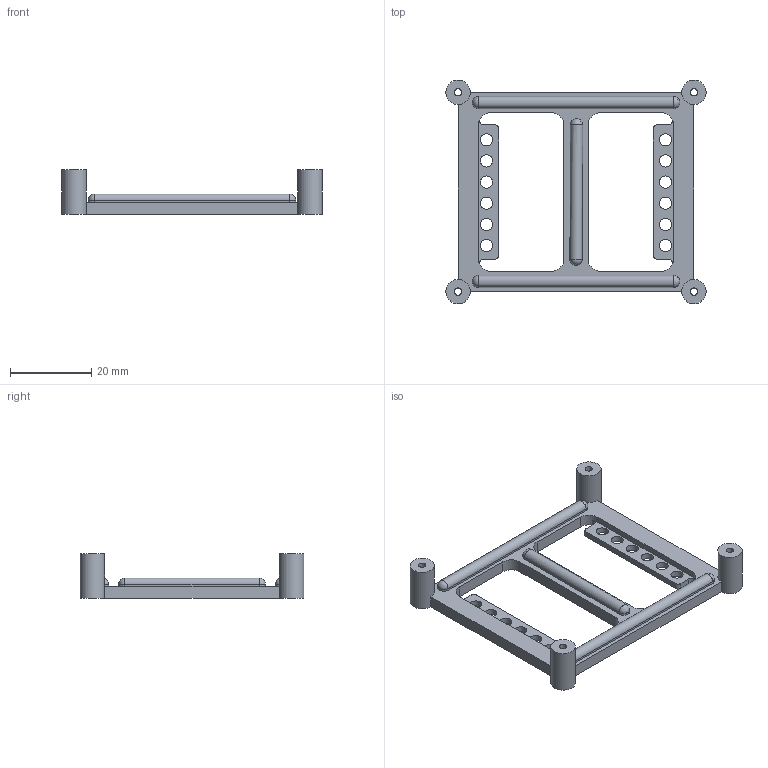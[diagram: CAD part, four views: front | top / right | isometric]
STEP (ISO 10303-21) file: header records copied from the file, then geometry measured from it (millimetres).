
FILE_DESCRIPTION(/* description */ (''),/* implementation_level */ '2;1');
FILE_NAME(/* name */ 'support_rpi v3.step',/* time_stamp */ '2025-06-30T09:16:21+02:00',/* author */ (''),/* organization */ (''),/* preprocessor_version */ 'ST-DEVELOPER v20.1',/* originating_system */ 'Autodesk Translation Framework v14.10.0.0',/* authorisation */ '');
FILE_SCHEMA (('AUTOMOTIVE_DESIGN { 1 0 10303 214 3 1 1 }'));
Length unit declared in the file: millimetre
Products named in the file (1): support_rpi
Bounding box: 64 x 55 x 11 mm (x, y, z)
Volume: 5756.1 mm3; surface area: 5939 mm2
Topology: 1 solids, 1 shells, 83 faces, 229 edges, 148 vertices
Faces by surface type: cylinder 45, plane 32, sphere 6
Full cylindrical faces by diameter (mm): 1.8 x4, 3 x12, 6 x4
Entity records: 2767 total; most frequent: DIRECTION 500, CARTESIAN_POINT 458, ORIENTED_EDGE 452, EDGE_CURVE 226, AXIS2_PLACEMENT_3D 190, VERTEX_POINT 148, EDGE_LOOP 122, LINE 120
